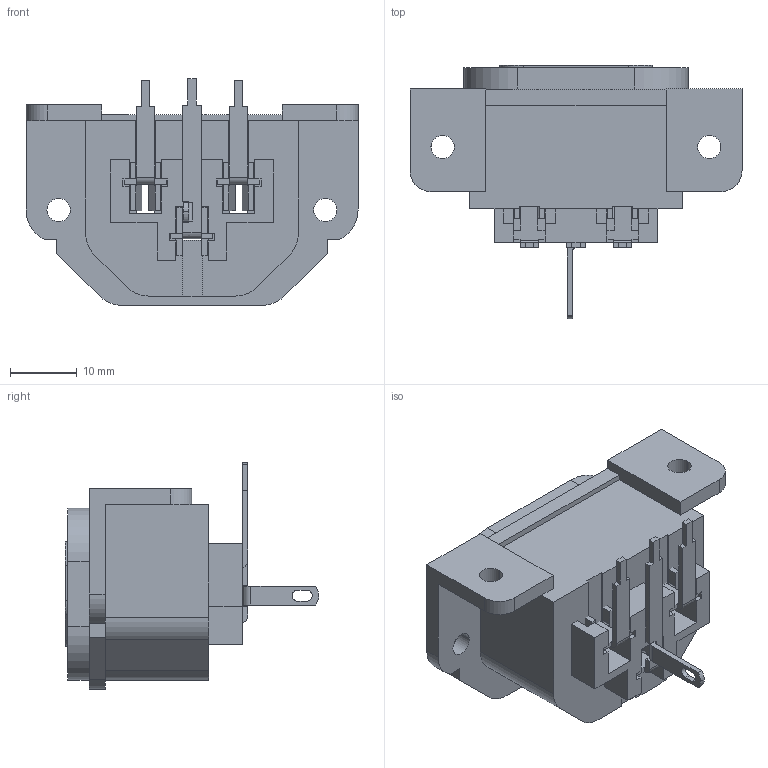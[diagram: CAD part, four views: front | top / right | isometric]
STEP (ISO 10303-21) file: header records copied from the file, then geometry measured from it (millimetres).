
FILE_DESCRIPTION (( 'STEP AP214' ), '1' );
FILE_NAME ('ACM-2F-GBA-TT_3D.step', '2024-03-07T16:48:46', ( '' ), ( '' ), 'SwSTEP 2.0', 'SolidWorks 2022', '' );
FILE_SCHEMA (( 'AUTOMOTIVE_DESIGN' ));
Length unit declared in the file: inch
Products named in the file (1): ACM-2F-GBA-TT_3D
Bounding box: 49.8 x 38.04 x 34 mm (x, y, z)
Volume: 13302.3 mm3; surface area: 12312 mm2
Topology: 4 solids, 4 shells, 390 faces, 1120 edges, 740 vertices
Faces by surface type: plane 317, cylinder 73
Entity records: 17787 total; most frequent: CARTESIAN_POINT 2251, ORIENTED_EDGE 2240, DIRECTION 2050, EDGE_CURVE 1120, VECTOR 972, LINE 972, VERTEX_POINT 740, AXIS2_PLACEMENT_3D 539
